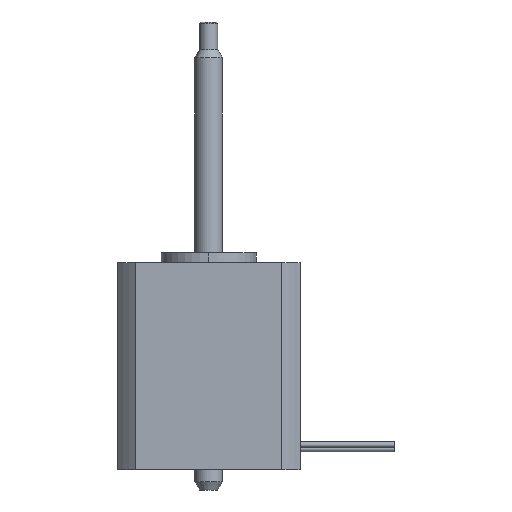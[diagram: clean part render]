
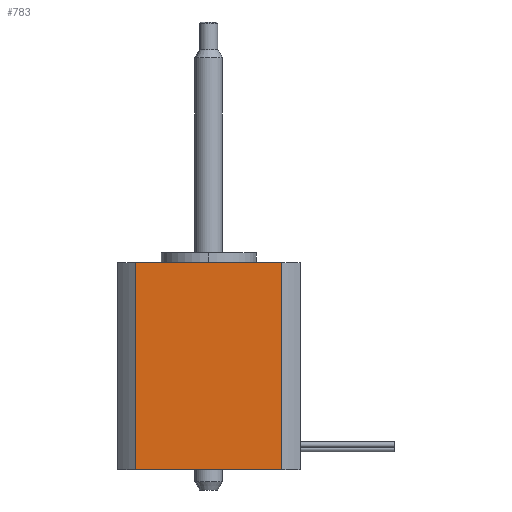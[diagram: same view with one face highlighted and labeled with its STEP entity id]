
A CAD part, left-side view. The second image highlights one B-rep face of the part: STEP entity #783.
In plain terms, the highlighted planar face has unit normal (-1, 0, 0).
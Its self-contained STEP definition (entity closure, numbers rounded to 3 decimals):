
#33 = CARTESIAN_POINT ( 'NONE',  ( -21.1, 21.1, -47.75 ) ) ;
#51 = VECTOR ( 'NONE', #671, 1000. ) ;
#81 = CARTESIAN_POINT ( 'NONE',  ( -21.1, 16.839, -47.75 ) ) ;
#103 = VECTOR ( 'NONE', #1310, 1000. ) ;
#166 = EDGE_CURVE ( 'Defeatured_0_7+Defeatured_0_11+Defeatured_0_13+Defeatured_0_15', #808, #1468, #696, .T. ) ;
#182 = CARTESIAN_POINT ( 'NONE',  ( -21.1, -16.839, 0. ) ) ;
#226 = VECTOR ( 'NONE', #839, 1000. ) ;
#305 = ORIENTED_EDGE ( 'NONE', *, *, #1035, .F. ) ;
#308 = DIRECTION ( 'NONE',  ( -1., 0., 0. ) ) ;
#348 = EDGE_CURVE ( 'Defeatured_0_6+Defeatured_0_7+Defeatured_0_13+Defeatured_0_15', #1388, #850, #599, .T. ) ;
#440 = PLANE ( 'NONE',  #953 ) ;
#489 = FACE_OUTER_BOUND ( 'NONE', #1322, .T. ) ;
#552 = LINE ( 'NONE', #746, #767 ) ;
#599 = LINE ( 'NONE', #1300, #103 ) ;
#608 = LINE ( 'NONE', #965, #226 ) ;
#640 = ORIENTED_EDGE ( 'NONE', *, *, #348, .F. ) ;
#671 = DIRECTION ( 'NONE',  ( 0., -1., 0. ) ) ;
#696 = LINE ( 'NONE', #33, #51 ) ;
#746 = CARTESIAN_POINT ( 'NONE',  ( -21.1, -16.839, -47.75 ) ) ;
#767 = VECTOR ( 'NONE', #1589, 1000. ) ;
#783 = ADVANCED_FACE ( 'Defeatured_0_7', ( #489 ), #440, .T. ) ;
#808 = VERTEX_POINT ( 'NONE', #81 ) ;
#833 = CARTESIAN_POINT ( 'NONE',  ( -21.1, 21.1, -47.75 ) ) ;
#839 = DIRECTION ( 'NONE',  ( 0., 0., 1. ) ) ;
#850 = VERTEX_POINT ( 'NONE', #182 ) ;
#895 = ORIENTED_EDGE ( 'NONE', *, *, #1055, .T. ) ;
#942 = CARTESIAN_POINT ( 'NONE',  ( -21.1, -16.839, -47.75 ) ) ;
#953 = AXIS2_PLACEMENT_3D ( 'NONE', #833, #308, #1304 ) ;
#959 = CARTESIAN_POINT ( 'NONE',  ( -21.1, 16.839, 0. ) ) ;
#965 = CARTESIAN_POINT ( 'NONE',  ( -21.1, 16.839, -47.75 ) ) ;
#1035 = EDGE_CURVE ( 'Defeatured_0_13+Defeatured_0_7+Defeatured_0_11+Defeatured_0_6', #808, #1388, #608, .T. ) ;
#1055 = EDGE_CURVE ( 'Defeatured_0_7+Defeatured_0_15+Defeatured_0_11+Defeatured_0_6', #1468, #850, #552, .T. ) ;
#1300 = CARTESIAN_POINT ( 'NONE',  ( -21.1, 21.1, 0. ) ) ;
#1304 = DIRECTION ( 'NONE',  ( 0., -1., 0. ) ) ;
#1310 = DIRECTION ( 'NONE',  ( 0., -1., 0. ) ) ;
#1322 = EDGE_LOOP ( 'NONE', ( #895, #640, #305, #1575 ) ) ;
#1388 = VERTEX_POINT ( 'NONE', #959 ) ;
#1468 = VERTEX_POINT ( 'NONE', #942 ) ;
#1575 = ORIENTED_EDGE ( 'NONE', *, *, #166, .T. ) ;
#1589 = DIRECTION ( 'NONE',  ( 0., 0., 1. ) ) ;
